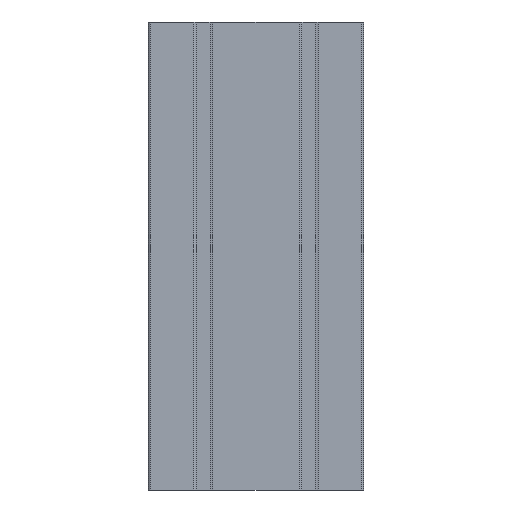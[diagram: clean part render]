
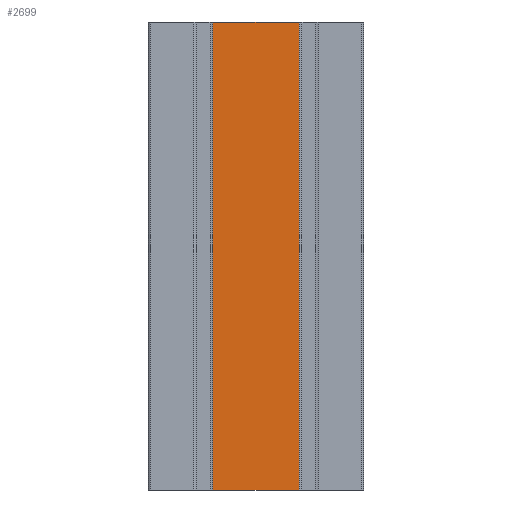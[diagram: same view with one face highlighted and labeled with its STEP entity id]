
A CAD part, left-side view. The second image highlights one B-rep face of the part: STEP entity #2699.
In plain terms, the highlighted planar face has unit normal (-1, 0, 0).
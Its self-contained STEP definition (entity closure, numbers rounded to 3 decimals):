
#187=FACE_OUTER_BOUND('',#328,.T.);
#328=EDGE_LOOP('',(#2011,#2012,#2013,#2014));
#503=LINE('',#4025,#823);
#581=LINE('',#4236,#901);
#585=LINE('',#4245,#905);
#586=LINE('',#4246,#906);
#823=VECTOR('',#3202,10.);
#901=VECTOR('',#3372,10.);
#905=VECTOR('',#3382,10.);
#906=VECTOR('',#3383,10.);
#1156=VERTEX_POINT('',#4022);
#1157=VERTEX_POINT('',#4024);
#1244=VERTEX_POINT('',#4234);
#1246=VERTEX_POINT('',#4244);
#1437=EDGE_CURVE('',#1156,#1157,#503,.T.);
#1543=EDGE_CURVE('',#1156,#1244,#581,.T.);
#1547=EDGE_CURVE('',#1244,#1246,#585,.T.);
#1548=EDGE_CURVE('',#1246,#1157,#586,.T.);
#2011=ORIENTED_EDGE('',*,*,#1543,.T.);
#2012=ORIENTED_EDGE('',*,*,#1547,.T.);
#2013=ORIENTED_EDGE('',*,*,#1548,.T.);
#2014=ORIENTED_EDGE('',*,*,#1437,.F.);
#2599=PLANE('',#2923);
#2699=ADVANCED_FACE('',(#187),#2599,.T.);
#2923=AXIS2_PLACEMENT_3D('',#4243,#3380,#3381);
#3202=DIRECTION('',(0.,1.,0.));
#3372=DIRECTION('',(0.,0.,1.));
#3380=DIRECTION('center_axis',(-1.,0.,0.));
#3381=DIRECTION('ref_axis',(0.,0.,1.));
#3382=DIRECTION('',(0.,1.,0.));
#3383=DIRECTION('',(0.,0.,-1.));
#4022=CARTESIAN_POINT('',(-43.,-18.4,0.));
#4024=CARTESIAN_POINT('',(-43.,18.4,0.));
#4025=CARTESIAN_POINT('',(-43.,13.3,0.));
#4234=CARTESIAN_POINT('',(-43.,-18.4,200.));
#4236=CARTESIAN_POINT('',(-43.,-18.4,0.));
#4243=CARTESIAN_POINT('Origin',(-43.,26.6,0.));
#4244=CARTESIAN_POINT('',(-43.,18.4,200.));
#4245=CARTESIAN_POINT('',(-43.,13.3,200.));
#4246=CARTESIAN_POINT('',(-43.,18.4,0.));
